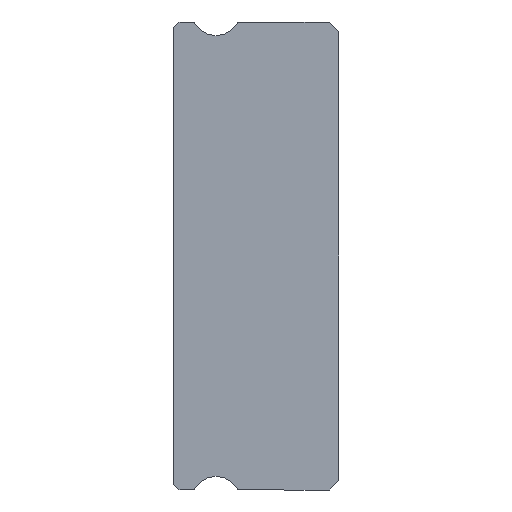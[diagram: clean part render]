
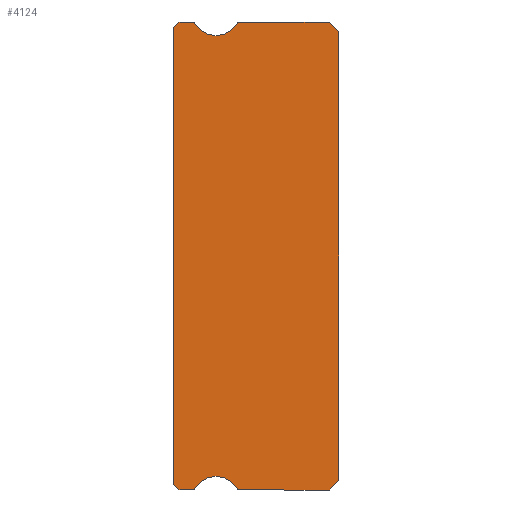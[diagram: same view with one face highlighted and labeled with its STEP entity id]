
A CAD part, left-side view. The second image highlights one B-rep face of the part: STEP entity #4124.
In plain terms, the highlighted planar face has unit normal (-1, 0, 0).
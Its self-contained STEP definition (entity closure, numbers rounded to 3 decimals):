
#63 = CARTESIAN_POINT ( 'NONE',  ( -10., 7.383, 11.925 ) ) ;
#66 = DIRECTION ( 'NONE',  ( -1., 0., 0. ) ) ;
#85 = CIRCLE ( 'NONE', #3086, 0.15 ) ;
#106 = VERTEX_POINT ( 'NONE', #4722 ) ;
#128 = VERTEX_POINT ( 'NONE', #2219 ) ;
#187 = DIRECTION ( 'NONE',  ( 0., -1., 0. ) ) ;
#197 = DIRECTION ( 'NONE',  ( 0., 0., 1. ) ) ;
#249 = CARTESIAN_POINT ( 'NONE',  ( -10., 8.2, -12. ) ) ;
#358 = AXIS2_PLACEMENT_3D ( 'NONE', #3738, #66, #3339 ) ;
#367 = FACE_OUTER_BOUND ( 'NONE', #2389, .T. ) ;
#452 = CIRCLE ( 'NONE', #3435, 0.15 ) ;
#480 = DIRECTION ( 'NONE',  ( 1., 0., 0. ) ) ;
#513 = CIRCLE ( 'NONE', #5117, 0.15 ) ;
#517 = DIRECTION ( 'NONE',  ( 0., 1., 0. ) ) ;
#627 = VERTEX_POINT ( 'NONE', #4491 ) ;
#633 = CARTESIAN_POINT ( 'NONE',  ( -10., 6.3, 11.3 ) ) ;
#634 = EDGE_CURVE ( 'NONE', #4421, #3248, #513, .T. ) ;
#644 = VERTEX_POINT ( 'NONE', #633 ) ;
#652 = ORIENTED_EDGE ( 'NONE', *, *, #2244, .F. ) ;
#659 = CARTESIAN_POINT ( 'NONE',  ( -10., 0.5, -12. ) ) ;
#661 = ORIENTED_EDGE ( 'NONE', *, *, #2434, .F. ) ;
#673 = LINE ( 'NONE', #5165, #938 ) ;
#683 = ORIENTED_EDGE ( 'NONE', *, *, #634, .F. ) ;
#732 = CARTESIAN_POINT ( 'NONE',  ( -10., 0., 11.5 ) ) ;
#840 = ORIENTED_EDGE ( 'NONE', *, *, #4287, .F. ) ;
#851 = DIRECTION ( 'NONE',  ( 1., 0., 0. ) ) ;
#890 = CARTESIAN_POINT ( 'NONE',  ( -10., 6.3, -12.55 ) ) ;
#893 = VERTEX_POINT ( 'NONE', #659 ) ;
#925 = LINE ( 'NONE', #4659, #3909 ) ;
#935 = EDGE_CURVE ( 'NONE', #1718, #128, #2809, .T. ) ;
#938 = VECTOR ( 'NONE', #187, 1000. ) ;
#1004 = VERTEX_POINT ( 'NONE', #2816 ) ;
#1005 = LINE ( 'NONE', #3390, #4507 ) ;
#1087 = EDGE_CURVE ( 'NONE', #106, #4632, #673, .T. ) ;
#1194 = AXIS2_PLACEMENT_3D ( 'NONE', #2439, #4071, #2060 ) ;
#1208 = CARTESIAN_POINT ( 'NONE',  ( -10., 7.512, -11.85 ) ) ;
#1284 = CARTESIAN_POINT ( 'NONE',  ( -10., 8.5, -11.7 ) ) ;
#1348 = AXIS2_PLACEMENT_3D ( 'NONE', #890, #3653, #4179 ) ;
#1509 = VERTEX_POINT ( 'NONE', #732 ) ;
#1621 = EDGE_CURVE ( 'NONE', #2697, #893, #2777, .T. ) ;
#1718 = VERTEX_POINT ( 'NONE', #3774 ) ;
#1841 = CARTESIAN_POINT ( 'NONE',  ( -10., 6.3, 12.55 ) ) ;
#1870 = ORIENTED_EDGE ( 'NONE', *, *, #3961, .F. ) ;
#1974 = CARTESIAN_POINT ( 'NONE',  ( -10., 8.2, 12. ) ) ;
#2012 = CARTESIAN_POINT ( 'NONE',  ( -10., 5.088, 11.85 ) ) ;
#2060 = DIRECTION ( 'NONE',  ( 0., 0., -1. ) ) ;
#2130 = EDGE_CURVE ( 'NONE', #644, #4436, #3430, .T. ) ;
#2201 = ORIENTED_EDGE ( 'NONE', *, *, #4663, .F. ) ;
#2219 = CARTESIAN_POINT ( 'NONE',  ( -10., 7.383, -11.925 ) ) ;
#2239 = VECTOR ( 'NONE', #5194, 1000. ) ;
#2244 = EDGE_CURVE ( 'NONE', #3440, #627, #3422, .T. ) ;
#2282 = ORIENTED_EDGE ( 'NONE', *, *, #2378, .F. ) ;
#2293 = EDGE_CURVE ( 'NONE', #4436, #1004, #85, .T. ) ;
#2305 = CARTESIAN_POINT ( 'NONE',  ( -10., 8.2, 12. ) ) ;
#2343 = DIRECTION ( 'NONE',  ( 0., -0.707, -0.707 ) ) ;
#2378 = EDGE_CURVE ( 'NONE', #128, #4632, #452, .T. ) ;
#2389 = EDGE_LOOP ( 'NONE', ( #652, #2513, #3560, #2282, #3830, #661, #2400, #4597, #4734, #1870, #2201, #4422, #4026, #840, #683, #3460, #4761 ) ) ;
#2400 = ORIENTED_EDGE ( 'NONE', *, *, #5075, .F. ) ;
#2434 = EDGE_CURVE ( 'NONE', #4025, #1718, #4682, .T. ) ;
#2439 = CARTESIAN_POINT ( 'NONE',  ( -10., 5.088, -11.85 ) ) ;
#2497 = DIRECTION ( 'NONE',  ( 0., 0., -1. ) ) ;
#2513 = ORIENTED_EDGE ( 'NONE', *, *, #4048, .T. ) ;
#2519 = DIRECTION ( 'NONE',  ( 0., -0.707, -0.707 ) ) ;
#2614 = VERTEX_POINT ( 'NONE', #1974 ) ;
#2627 = DIRECTION ( 'NONE',  ( 0., 0., -1. ) ) ;
#2693 = LINE ( 'NONE', #2305, #4201 ) ;
#2697 = VERTEX_POINT ( 'NONE', #5151 ) ;
#2737 = VECTOR ( 'NONE', #517, 1000. ) ;
#2777 = LINE ( 'NONE', #4417, #3685 ) ;
#2809 = CIRCLE ( 'NONE', #1348, 1.25 ) ;
#2816 = CARTESIAN_POINT ( 'NONE',  ( -10., 5.088, 12. ) ) ;
#2848 = DIRECTION ( 'NONE',  ( 0., 0., -1. ) ) ;
#2888 = DIRECTION ( 'NONE',  ( 1., 0., 0. ) ) ;
#2995 = LINE ( 'NONE', #3431, #2737 ) ;
#3016 = DIRECTION ( 'NONE',  ( 0., 0., 1. ) ) ;
#3053 = CIRCLE ( 'NONE', #3224, 1.25 ) ;
#3084 = CARTESIAN_POINT ( 'NONE',  ( -10., 7.512, 12. ) ) ;
#3086 = AXIS2_PLACEMENT_3D ( 'NONE', #2012, #851, #2848 ) ;
#3221 = PLANE ( 'NONE',  #3902 ) ;
#3224 = AXIS2_PLACEMENT_3D ( 'NONE', #1841, #3465, #2627 ) ;
#3248 = VERTEX_POINT ( 'NONE', #63 ) ;
#3292 = CARTESIAN_POINT ( 'NONE',  ( -10., 0.5, 12. ) ) ;
#3306 = DIRECTION ( 'NONE',  ( 1., 0., 0. ) ) ;
#3339 = DIRECTION ( 'NONE',  ( 0., 0., -1. ) ) ;
#3358 = CARTESIAN_POINT ( 'NONE',  ( -10., 7.512, -12. ) ) ;
#3390 = CARTESIAN_POINT ( 'NONE',  ( -10., 0.5, 12. ) ) ;
#3411 = VERTEX_POINT ( 'NONE', #3292 ) ;
#3422 = LINE ( 'NONE', #3901, #4538 ) ;
#3430 = CIRCLE ( 'NONE', #358, 1.25 ) ;
#3431 = CARTESIAN_POINT ( 'NONE',  ( -10., 7.512, -12. ) ) ;
#3435 = AXIS2_PLACEMENT_3D ( 'NONE', #1208, #480, #4437 ) ;
#3440 = VERTEX_POINT ( 'NONE', #1284 ) ;
#3460 = ORIENTED_EDGE ( 'NONE', *, *, #5233, .T. ) ;
#3465 = DIRECTION ( 'NONE',  ( -1., 0., 0. ) ) ;
#3535 = DIRECTION ( 'NONE',  ( 0., 1., 0. ) ) ;
#3560 = ORIENTED_EDGE ( 'NONE', *, *, #1087, .T. ) ;
#3562 = LINE ( 'NONE', #4386, #2239 ) ;
#3566 = VECTOR ( 'NONE', #2343, 1000. ) ;
#3653 = DIRECTION ( 'NONE',  ( -1., 0., 0. ) ) ;
#3685 = VECTOR ( 'NONE', #4020, 1000. ) ;
#3709 = CARTESIAN_POINT ( 'NONE',  ( -10., 7.512, 11.85 ) ) ;
#3738 = CARTESIAN_POINT ( 'NONE',  ( -10., 6.3, 12.55 ) ) ;
#3774 = CARTESIAN_POINT ( 'NONE',  ( -10., 5.217, -11.925 ) ) ;
#3830 = ORIENTED_EDGE ( 'NONE', *, *, #935, .F. ) ;
#3834 = LINE ( 'NONE', #3084, #5198 ) ;
#3901 = CARTESIAN_POINT ( 'NONE',  ( -10., 8.5, 11.85 ) ) ;
#3902 = AXIS2_PLACEMENT_3D ( 'NONE', #4926, #2888, #2497 ) ;
#3909 = VECTOR ( 'NONE', #197, 1000. ) ;
#3961 = EDGE_CURVE ( 'NONE', #3411, #1509, #1005, .T. ) ;
#3971 = DIRECTION ( 'NONE',  ( 0., -1., 0. ) ) ;
#4020 = DIRECTION ( 'NONE',  ( 0., 0.707, -0.707 ) ) ;
#4025 = VERTEX_POINT ( 'NONE', #4767 ) ;
#4026 = ORIENTED_EDGE ( 'NONE', *, *, #2130, .F. ) ;
#4048 = EDGE_CURVE ( 'NONE', #3440, #106, #4740, .T. ) ;
#4071 = DIRECTION ( 'NONE',  ( 1., 0., 0. ) ) ;
#4124 = ADVANCED_FACE ( 'NONE', ( #367 ), #3221, .F. ) ;
#4179 = DIRECTION ( 'NONE',  ( 0., 0., -1. ) ) ;
#4201 = VECTOR ( 'NONE', #3535, 1000. ) ;
#4273 = EDGE_CURVE ( 'NONE', #2697, #1509, #925, .T. ) ;
#4287 = EDGE_CURVE ( 'NONE', #3248, #644, #3053, .T. ) ;
#4347 = CARTESIAN_POINT ( 'NONE',  ( -10., 7.512, 12. ) ) ;
#4386 = CARTESIAN_POINT ( 'NONE',  ( -10., 8.5, 11.7 ) ) ;
#4417 = CARTESIAN_POINT ( 'NONE',  ( -10., 0., -11.5 ) ) ;
#4421 = VERTEX_POINT ( 'NONE', #4347 ) ;
#4422 = ORIENTED_EDGE ( 'NONE', *, *, #2293, .F. ) ;
#4436 = VERTEX_POINT ( 'NONE', #4855 ) ;
#4437 = DIRECTION ( 'NONE',  ( 0., 0., -1. ) ) ;
#4491 = CARTESIAN_POINT ( 'NONE',  ( -10., 8.5, 11.7 ) ) ;
#4507 = VECTOR ( 'NONE', #2519, 1000. ) ;
#4538 = VECTOR ( 'NONE', #3016, 1000. ) ;
#4597 = ORIENTED_EDGE ( 'NONE', *, *, #1621, .F. ) ;
#4632 = VERTEX_POINT ( 'NONE', #3358 ) ;
#4659 = CARTESIAN_POINT ( 'NONE',  ( -10., 0., 11.5 ) ) ;
#4663 = EDGE_CURVE ( 'NONE', #1004, #3411, #3834, .T. ) ;
#4682 = CIRCLE ( 'NONE', #1194, 0.15 ) ;
#4722 = CARTESIAN_POINT ( 'NONE',  ( -10., 8.2, -12. ) ) ;
#4734 = ORIENTED_EDGE ( 'NONE', *, *, #4273, .T. ) ;
#4740 = LINE ( 'NONE', #249, #3566 ) ;
#4761 = ORIENTED_EDGE ( 'NONE', *, *, #5152, .T. ) ;
#4767 = CARTESIAN_POINT ( 'NONE',  ( -10., 5.088, -12. ) ) ;
#4855 = CARTESIAN_POINT ( 'NONE',  ( -10., 5.217, 11.925 ) ) ;
#4926 = CARTESIAN_POINT ( 'NONE',  ( -10., 7.512, 11.85 ) ) ;
#4930 = DIRECTION ( 'NONE',  ( 0., 0., -1. ) ) ;
#5075 = EDGE_CURVE ( 'NONE', #893, #4025, #2995, .T. ) ;
#5117 = AXIS2_PLACEMENT_3D ( 'NONE', #3709, #3306, #4930 ) ;
#5151 = CARTESIAN_POINT ( 'NONE',  ( -10., 0., -11.5 ) ) ;
#5152 = EDGE_CURVE ( 'NONE', #2614, #627, #3562, .T. ) ;
#5165 = CARTESIAN_POINT ( 'NONE',  ( -10., 7.512, -12. ) ) ;
#5194 = DIRECTION ( 'NONE',  ( 0., 0.707, -0.707 ) ) ;
#5198 = VECTOR ( 'NONE', #3971, 1000. ) ;
#5233 = EDGE_CURVE ( 'NONE', #4421, #2614, #2693, .T. ) ;
